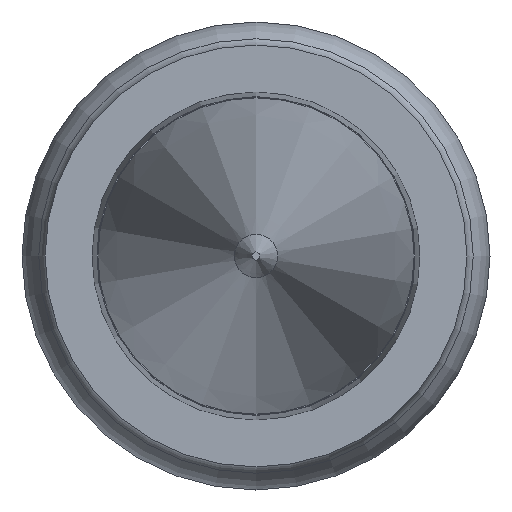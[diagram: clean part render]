
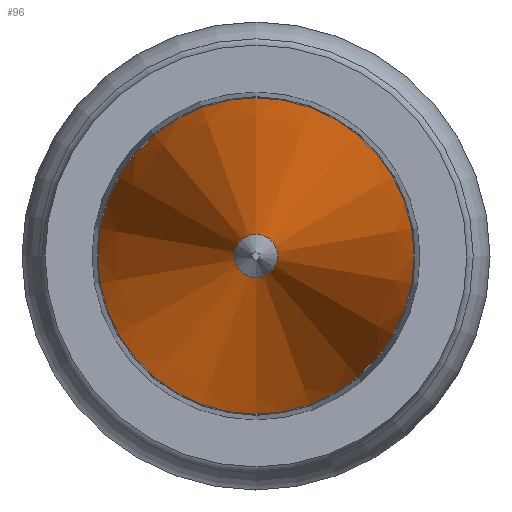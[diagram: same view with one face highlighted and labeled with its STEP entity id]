
A CAD part, left-side view. The second image highlights one B-rep face of the part: STEP entity #96.
In plain terms, the highlighted conical face has half-angle 7.753 degrees and reference radius 0.064 mm.
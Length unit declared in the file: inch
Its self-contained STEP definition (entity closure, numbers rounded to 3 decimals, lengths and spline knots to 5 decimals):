
#16 = FACE_BOUND ( 'NONE', #379, .T. ) ;
#31 = CARTESIAN_POINT ( 'NONE',  ( -0.30419, 0., 0. ) ) ;
#37 = DIRECTION ( 'NONE',  ( 0., 0., 1. ) ) ;
#96 = ADVANCED_FACE ( 'NONE', ( #262, #16 ), #186, .T. ) ;
#146 = AXIS2_PLACEMENT_3D ( 'NONE', #367, #579, #313 ) ;
#153 = CARTESIAN_POINT ( 'NONE',  ( -0.189, 0., 0.01818 ) ) ;
#186 = CONICAL_SURFACE ( 'NONE', #146, 0.0025, 0.135 ) ;
#203 = VERTEX_POINT ( 'NONE', #153 ) ;
#236 = DIRECTION ( 'NONE',  ( -1., 0., 0. ) ) ;
#240 = CARTESIAN_POINT ( 'NONE',  ( -0.189, 0., 0. ) ) ;
#247 = DIRECTION ( 'NONE',  ( 0., 0., 1. ) ) ;
#253 = CARTESIAN_POINT ( 'NONE',  ( -0.30419, 0., 0.0025 ) ) ;
#262 = FACE_OUTER_BOUND ( 'NONE', #318, .T. ) ;
#279 = ORIENTED_EDGE ( 'NONE', *, *, #652, .T. ) ;
#288 = CIRCLE ( 'NONE', #354, 0.0025 ) ;
#301 = AXIS2_PLACEMENT_3D ( 'NONE', #240, #388, #247 ) ;
#313 = DIRECTION ( 'NONE',  ( 0., 0., -1. ) ) ;
#318 = EDGE_LOOP ( 'NONE', ( #279 ) ) ;
#354 = AXIS2_PLACEMENT_3D ( 'NONE', #31, #236, #37 ) ;
#367 = CARTESIAN_POINT ( 'NONE',  ( -0.30419, 0., 0. ) ) ;
#379 = EDGE_LOOP ( 'NONE', ( #400 ) ) ;
#388 = DIRECTION ( 'NONE',  ( -1., 0., 0. ) ) ;
#400 = ORIENTED_EDGE ( 'NONE', *, *, #401, .F. ) ;
#401 = EDGE_CURVE ( 'NONE', #553, #553, #288, .T. ) ;
#553 = VERTEX_POINT ( 'NONE', #253 ) ;
#579 = DIRECTION ( 'NONE',  ( 1., 0., 0. ) ) ;
#612 = CIRCLE ( 'NONE', #301, 0.01818 ) ;
#652 = EDGE_CURVE ( 'NONE', #203, #203, #612, .T. ) ;
